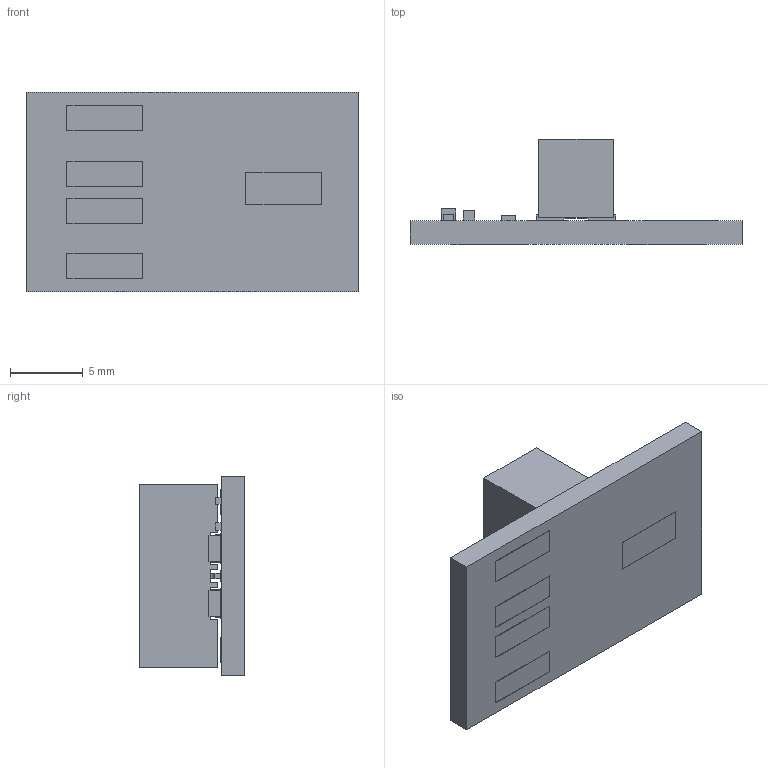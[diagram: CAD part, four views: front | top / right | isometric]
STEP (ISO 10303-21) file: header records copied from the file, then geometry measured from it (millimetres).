
FILE_DESCRIPTION (( 'STEP AP214' ), '1' );
FILE_NAME ('Talon Encoder Breakout.STEP', '2017-04-14T14:12:25', ( 'ART' ), ( 'Microsoft' ), 'SwSTEP 2.0', 'SolidWorks 2015', '' );
FILE_SCHEMA (( 'AUTOMOTIVE_DESIGN' ));
Length unit declared in the file: inch
Products named in the file (12): Bot Pad x 4; Bot Pad x 1; RC0603N; J1; J1 Cover; J1 Pads; Top Pad; D2; D1; Base Plate; Talon Encoder Breakout
Assembly tree (38 placements, depth 3):
  Talon Encoder Breakout
    Base Plate
    D1  x2
    D2  x2
    Top Pad  x4
    J1
      J1
      J1 Pads  x10
      J1 Cover  x10
    RC0603N  x2
    Bot Pad x 1
    Bot Pad x 4  x4
Bounding box: 22.86 x 7.24 x 13.72 mm (x, y, z)
Volume: 708.5 mm3; surface area: 1667.3 mm2
Topology: 59 solids, 59 shells, 642 faces, 1458 edges, 976 vertices
Faces by surface type: plane 622, cylinder 20
Entity records: 14079 total; most frequent: CARTESIAN_POINT 2077, ORIENTED_EDGE 1900, DIRECTION 1888, EDGE_CURVE 950, VECTOR 874, LINE 874, VERTEX_POINT 632, AXIS2_PLACEMENT_3D 507
